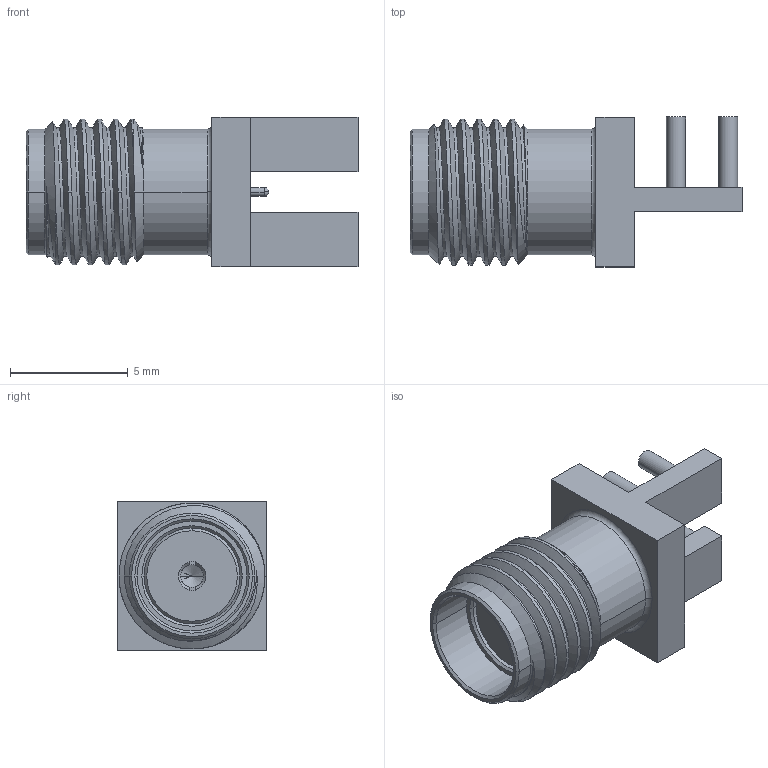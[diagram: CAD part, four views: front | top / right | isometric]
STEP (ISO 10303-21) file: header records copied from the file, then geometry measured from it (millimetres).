
FILE_DESCRIPTION((''),'2;1');
FILE_NAME('901-10512-1_SW0001','2019-03-12T',('Viji'),(''),'CREO PARAMETRIC BY PTC INC, 2017020','CREO PARAMETRIC BY PTC INC, 2017020','');
FILE_SCHEMA(('CONFIG_CONTROL_DESIGN'));
Length unit declared in the file: inch
Products named in the file (1): 901-10512-1_SW0001
Bounding box: 14.08 x 6.36 x 6.35 mm (x, y, z)
Volume: 250 mm3; surface area: 435.6 mm2
Topology: 1 solids, 1 shells, 87 faces, 211 edges, 131 vertices
Faces by surface type: cylinder 31, plane 27, cone 16, bspline 9, torus 2, sphere 2
Entity records: 5280 total; most frequent: CARTESIAN_POINT 3260, ORIENTED_EDGE 414, DIRECTION 398, EDGE_CURVE 207, AXIS2_PLACEMENT_3D 149, VERTEX_POINT 131, VECTOR 100, LINE 100
